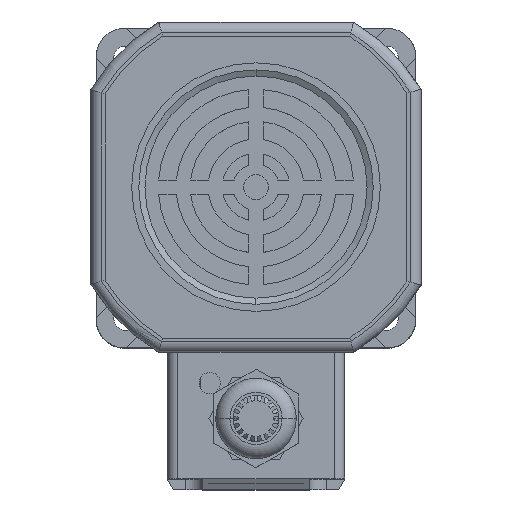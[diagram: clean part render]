
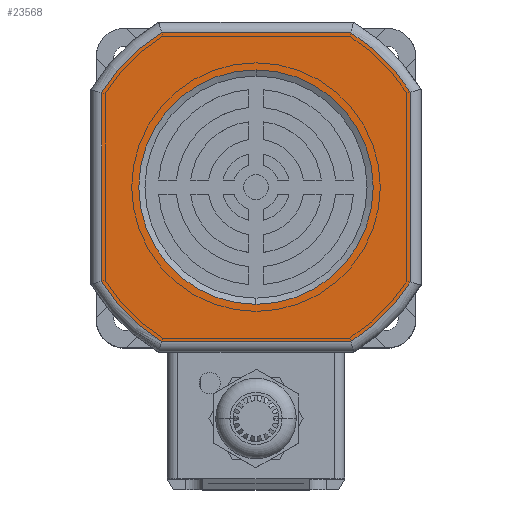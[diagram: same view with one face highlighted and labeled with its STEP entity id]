
A CAD part, top view. The second image highlights one B-rep face of the part: STEP entity #23568.
In plain terms, the highlighted face is planar.
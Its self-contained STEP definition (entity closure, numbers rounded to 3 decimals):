
#179 = DIRECTION ( 'NONE',  ( 0., 0., 1. ) ) ;
#257 = DIRECTION ( 'NONE',  ( 0., 0., 1. ) ) ;
#684 = VERTEX_POINT ( 'NONE', #5360 ) ;
#896 = EDGE_CURVE ( 'NONE', #13038, #7973, #9819, .T. ) ;
#980 = AXIS2_PLACEMENT_3D ( 'NONE', #4483, #13275, #179 ) ;
#1184 = DIRECTION ( 'NONE',  ( 0., -1., 0. ) ) ;
#1614 = CARTESIAN_POINT ( 'NONE',  ( 0.05, 0., 43.5 ) ) ;
#2049 = CIRCLE ( 'NONE', #19788, 51. ) ;
#2220 = CARTESIAN_POINT ( 'NONE',  ( 43.5, 0., 26.705 ) ) ;
#2654 = VERTEX_POINT ( 'NONE', #11126 ) ;
#2764 = DIRECTION ( 'NONE',  ( 0., 0., -1. ) ) ;
#3403 = VERTEX_POINT ( 'NONE', #2220 ) ;
#3937 = ORIENTED_EDGE ( 'NONE', *, *, #12366, .T. ) ;
#4174 = VECTOR ( 'NONE', #27490, 1000. ) ;
#4483 = CARTESIAN_POINT ( 'NONE',  ( 0.05, 0., 0. ) ) ;
#4696 = ORIENTED_EDGE ( 'NONE', *, *, #7646, .T. ) ;
#5360 = CARTESIAN_POINT ( 'NONE',  ( 43.5, 0., -26.705 ) ) ;
#5960 = CARTESIAN_POINT ( 'NONE',  ( 0., 0., 0. ) ) ;
#6208 = DIRECTION ( 'NONE',  ( 0., -1., 0. ) ) ;
#6853 = ORIENTED_EDGE ( 'NONE', *, *, #896, .F. ) ;
#6871 = AXIS2_PLACEMENT_3D ( 'NONE', #25230, #12202, #27392 ) ;
#7277 = DIRECTION ( 'NONE',  ( 0., -1., 0. ) ) ;
#7646 = EDGE_CURVE ( 'NONE', #17216, #22255, #23091, .T. ) ;
#7973 = VERTEX_POINT ( 'NONE', #9604 ) ;
#8174 = DIRECTION ( 'NONE',  ( 0., 0., -1. ) ) ;
#8250 = ORIENTED_EDGE ( 'NONE', *, *, #13914, .T. ) ;
#9551 = DIRECTION ( 'NONE',  ( 0., -1., 0. ) ) ;
#9556 = CARTESIAN_POINT ( 'NONE',  ( 0., 0., 0. ) ) ;
#9604 = CARTESIAN_POINT ( 'NONE',  ( 0., 0., 33. ) ) ;
#9819 = CIRCLE ( 'NONE', #21428, 33. ) ;
#9936 = FACE_BOUND ( 'NONE', #19127, .T. ) ;
#11126 = CARTESIAN_POINT ( 'NONE',  ( -43.5, 0., -26.54 ) ) ;
#11358 = VERTEX_POINT ( 'NONE', #27374 ) ;
#11434 = CARTESIAN_POINT ( 'NONE',  ( -43.5, 0., 0. ) ) ;
#12145 = EDGE_CURVE ( 'NONE', #684, #3403, #25682, .T. ) ;
#12202 = DIRECTION ( 'NONE',  ( 0., -1., 0. ) ) ;
#12304 = VERTEX_POINT ( 'NONE', #26938 ) ;
#12366 = EDGE_CURVE ( 'NONE', #12304, #11358, #21588, .T. ) ;
#12825 = AXIS2_PLACEMENT_3D ( 'NONE', #5960, #21214, #8174 ) ;
#13038 = VERTEX_POINT ( 'NONE', #23581 ) ;
#13275 = DIRECTION ( 'NONE',  ( 0., 1., 0. ) ) ;
#13343 = LINE ( 'NONE', #11434, #24229 ) ;
#13432 = CARTESIAN_POINT ( 'NONE',  ( -43.5, 0., 26.54 ) ) ;
#13527 = EDGE_CURVE ( 'NONE', #11358, #684, #15740, .T. ) ;
#13914 = EDGE_CURVE ( 'NONE', #21178, #2654, #13343, .T. ) ;
#14248 = CARTESIAN_POINT ( 'NONE',  ( 0.05, 0., 0. ) ) ;
#15195 = ORIENTED_EDGE ( 'NONE', *, *, #18839, .F. ) ;
#15255 = ORIENTED_EDGE ( 'NONE', *, *, #22579, .T. ) ;
#15320 = ORIENTED_EDGE ( 'NONE', *, *, #25362, .T. ) ;
#15671 = AXIS2_PLACEMENT_3D ( 'NONE', #20313, #7277, #22501 ) ;
#15740 = CIRCLE ( 'NONE', #6871, 51. ) ;
#16459 = DIRECTION ( 'NONE',  ( 0., 0., 1. ) ) ;
#17216 = VERTEX_POINT ( 'NONE', #26860 ) ;
#17260 = VECTOR ( 'NONE', #23472, 1000. ) ;
#17334 = EDGE_LOOP ( 'NONE', ( #8250, #27021, #3937, #18027, #25640, #15255, #4696, #15320 ) ) ;
#17439 = AXIS2_PLACEMENT_3D ( 'NONE', #14248, #1184, #16459 ) ;
#18027 = ORIENTED_EDGE ( 'NONE', *, *, #13527, .T. ) ;
#18839 = EDGE_CURVE ( 'NONE', #7973, #13038, #19992, .T. ) ;
#19127 = EDGE_LOOP ( 'NONE', ( #6853, #15195 ) ) ;
#19225 = CARTESIAN_POINT ( 'NONE',  ( 0.05, 0., 0. ) ) ;
#19732 = PLANE ( 'NONE',  #980 ) ;
#19788 = AXIS2_PLACEMENT_3D ( 'NONE', #19225, #6208, #21431 ) ;
#19824 = CARTESIAN_POINT ( 'NONE',  ( 43.5, 0., 0. ) ) ;
#19893 = VECTOR ( 'NONE', #257, 1000. ) ;
#19992 = CIRCLE ( 'NONE', #12825, 33. ) ;
#20313 = CARTESIAN_POINT ( 'NONE',  ( 0.05, 0., 0. ) ) ;
#21178 = VERTEX_POINT ( 'NONE', #13432 ) ;
#21214 = DIRECTION ( 'NONE',  ( 0., -1., 0. ) ) ;
#21428 = AXIS2_PLACEMENT_3D ( 'NONE', #9556, #9551, #2764 ) ;
#21431 = DIRECTION ( 'NONE',  ( 0., 0., 1. ) ) ;
#21464 = FACE_OUTER_BOUND ( 'NONE', #17334, .T. ) ;
#21477 = CIRCLE ( 'NONE', #17439, 51. ) ;
#21588 = LINE ( 'NONE', #25348, #4174 ) ;
#22255 = VERTEX_POINT ( 'NONE', #26584 ) ;
#22326 = CIRCLE ( 'NONE', #15671, 51. ) ;
#22501 = DIRECTION ( 'NONE',  ( 0., 0., 1. ) ) ;
#22579 = EDGE_CURVE ( 'NONE', #3403, #17216, #2049, .T. ) ;
#23091 = LINE ( 'NONE', #1614, #17260 ) ;
#23472 = DIRECTION ( 'NONE',  ( -1., 0., 0. ) ) ;
#23568 = ADVANCED_FACE ( 'NONE', ( #21464, #9936 ), #19732, .F. ) ;
#23581 = CARTESIAN_POINT ( 'NONE',  ( 0., 0., -33. ) ) ;
#24229 = VECTOR ( 'NONE', #24431, 1000. ) ;
#24346 = EDGE_CURVE ( 'NONE', #2654, #12304, #21477, .T. ) ;
#24431 = DIRECTION ( 'NONE',  ( 0., 0., -1. ) ) ;
#25230 = CARTESIAN_POINT ( 'NONE',  ( 0.05, 0., 0. ) ) ;
#25348 = CARTESIAN_POINT ( 'NONE',  ( 0.05, 0., -43.5 ) ) ;
#25362 = EDGE_CURVE ( 'NONE', #22255, #21178, #22326, .T. ) ;
#25640 = ORIENTED_EDGE ( 'NONE', *, *, #12145, .T. ) ;
#25682 = LINE ( 'NONE', #19824, #19893 ) ;
#26584 = CARTESIAN_POINT ( 'NONE',  ( -26.572, 0., 43.5 ) ) ;
#26860 = CARTESIAN_POINT ( 'NONE',  ( 26.673, 0., 43.5 ) ) ;
#26938 = CARTESIAN_POINT ( 'NONE',  ( -26.572, 0., -43.5 ) ) ;
#27021 = ORIENTED_EDGE ( 'NONE', *, *, #24346, .T. ) ;
#27374 = CARTESIAN_POINT ( 'NONE',  ( 26.673, 0., -43.5 ) ) ;
#27392 = DIRECTION ( 'NONE',  ( 0., 0., 1. ) ) ;
#27490 = DIRECTION ( 'NONE',  ( 1., 0., 0. ) ) ;
